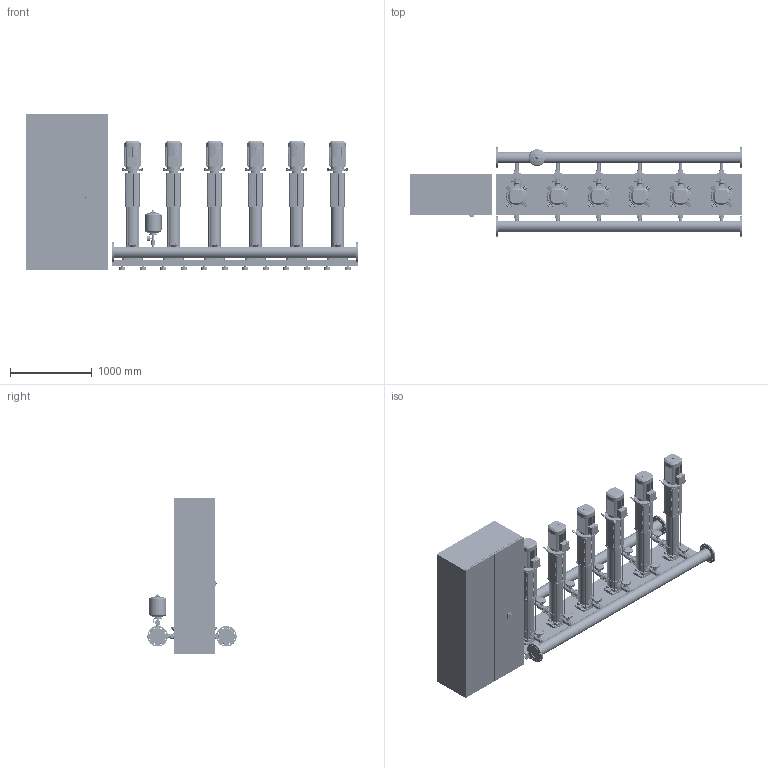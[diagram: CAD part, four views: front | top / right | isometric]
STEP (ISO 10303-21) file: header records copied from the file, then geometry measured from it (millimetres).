
FILE_DESCRIPTION((''),'2;1');
FILE_NAME('3d_COR-6HELIXV1610_K_CC-01-2532304.stp','2016-01-22T12:25:52',(''),(''),'Mechanical Desktop 2009','Mechanical Desktop 2009',', , ');
FILE_SCHEMA(('CONFIG_CONTROL_DESIGN'));
Length unit declared in the file: millimetre
Products named in the file (1): Product
Bounding box: 4050 x 1088 x 1900 mm (x, y, z)
Volume: 1278447737.7 mm3; surface area: 30301878.2 mm2
Topology: 292 solids, 292 shells, 11911 faces, 31757 edges, 20846 vertices
Faces by surface type: plane 5375, bspline 3190, cylinder 2656, cone 484, torus 168, sphere 38
Entity records: 394607 total; most frequent: CARTESIAN_POINT 97481, ORIENTED_EDGE 63466, DIRECTION 56971, EDGE_CURVE 31733, VECTOR 21319, LINE 21319, VERTEX_POINT 20844, AXIS2_PLACEMENT_3D 17826
